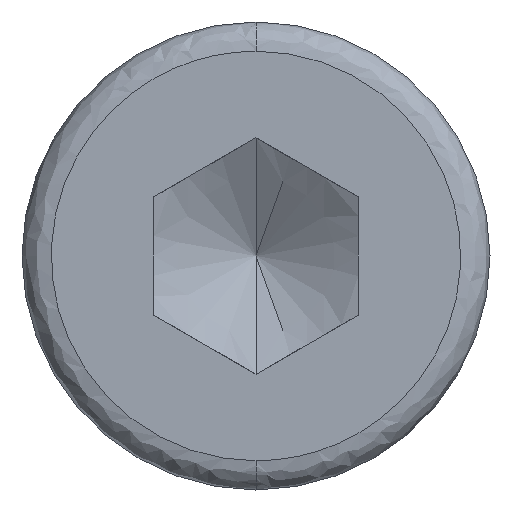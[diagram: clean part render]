
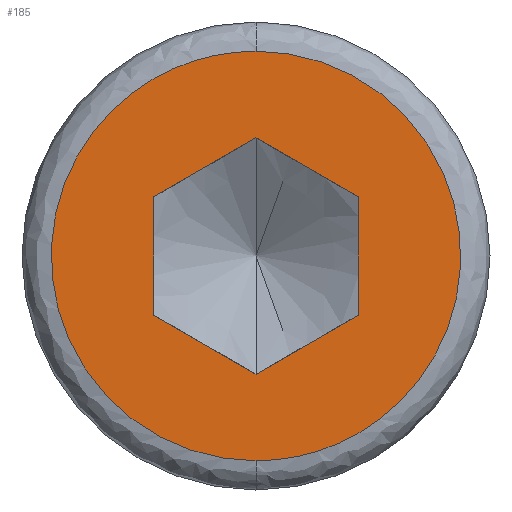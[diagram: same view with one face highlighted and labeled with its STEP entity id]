
A CAD part, left-side view. The second image highlights one B-rep face of the part: STEP entity #185.
In plain terms, the highlighted planar face has unit normal (-1, 0, 0).
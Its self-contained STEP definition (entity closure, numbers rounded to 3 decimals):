
#4 = CARTESIAN_POINT ( 'NONE',  ( -6., -14., -7. ) ) ;
#34 = DIRECTION ( 'NONE',  ( 0., 0.866, 0.5 ) ) ;
#39 = EDGE_CURVE ( 'NONE', #287, #157, #180, .T. ) ;
#42 = VECTOR ( 'NONE', #34, 1000. ) ;
#44 = CARTESIAN_POINT ( 'NONE',  ( -6., 6.021, 0. ) ) ;
#49 =( BOUNDED_CURVE ( )  B_SPLINE_CURVE ( 3, ( #132, #606, #4, #282 ),
 .UNSPECIFIED., .F., .F. ) 
 B_SPLINE_CURVE_WITH_KNOTS ( ( 4, 4 ),
 ( 0.25, 0.75 ),
 .UNSPECIFIED. ) 
 CURVE ( )  GEOMETRIC_REPRESENTATION_ITEM ( )  RATIONAL_B_SPLINE_CURVE ( ( 1., 0.333, 0.333, 1. ) ) 
 REPRESENTATION_ITEM ( '' )  );
#55 = EDGE_CURVE ( 'NONE', #157, #196, #542, .T. ) ;
#64 = VECTOR ( 'NONE', #589, 1000. ) ;
#96 = ORIENTED_EDGE ( 'NONE', *, *, #55, .T. ) ;
#98 = EDGE_CURVE ( 'NONE', #164, #358, #231, .T. ) ;
#101 = CARTESIAN_POINT ( 'NONE',  ( -6., 0., 7. ) ) ;
#108 = EDGE_CURVE ( 'NONE', #196, #164, #204, .T. ) ;
#121 = LINE ( 'NONE', #203, #284 ) ;
#127 = PLANE ( 'NONE',  #393 ) ;
#130 = FACE_OUTER_BOUND ( 'NONE', #173, .T. ) ;
#132 = CARTESIAN_POINT ( 'NONE',  ( -6., 0., 7. ) ) ;
#139 = ORIENTED_EDGE ( 'NONE', *, *, #243, .F. ) ;
#157 = VERTEX_POINT ( 'NONE', #585 ) ;
#159 = VERTEX_POINT ( 'NONE', #399 ) ;
#160 = CARTESIAN_POINT ( 'NONE',  ( -6., 0., 4.041 ) ) ;
#164 = VERTEX_POINT ( 'NONE', #211 ) ;
#166 = CARTESIAN_POINT ( 'NONE',  ( -6., -3.5, 2.021 ) ) ;
#169 = EDGE_CURVE ( 'NONE', #358, #198, #187, .T. ) ;
#173 = EDGE_LOOP ( 'NONE', ( #273, #139 ) ) ;
#176 = DIRECTION ( 'NONE',  ( -1., 0., 0. ) ) ;
#180 = LINE ( 'NONE', #199, #64 ) ;
#183 = CARTESIAN_POINT ( 'NONE',  ( -6., 14., -7. ) ) ;
#185 = ADVANCED_FACE ( 'NONE', ( #521, #130 ), #127, .T. ) ;
#187 = LINE ( 'NONE', #367, #42 ) ;
#196 = VERTEX_POINT ( 'NONE', #166 ) ;
#198 = VERTEX_POINT ( 'NONE', #499 ) ;
#199 = CARTESIAN_POINT ( 'NONE',  ( -6., 3.5, 2.021 ) ) ;
#203 = CARTESIAN_POINT ( 'NONE',  ( -6., 3.5, 0. ) ) ;
#204 = LINE ( 'NONE', #584, #342 ) ;
#211 = CARTESIAN_POINT ( 'NONE',  ( -6., -3.5, -2.021 ) ) ;
#226 = ORIENTED_EDGE ( 'NONE', *, *, #98, .T. ) ;
#231 = LINE ( 'NONE', #256, #333 ) ;
#233 = ORIENTED_EDGE ( 'NONE', *, *, #500, .T. ) ;
#243 = EDGE_CURVE ( 'NONE', #350, #159, #49, .T. ) ;
#256 = CARTESIAN_POINT ( 'NONE',  ( -6., -3.5, -2.021 ) ) ;
#258 = DIRECTION ( 'NONE',  ( 0., 0., -1. ) ) ;
#273 = ORIENTED_EDGE ( 'NONE', *, *, #306, .F. ) ;
#282 = CARTESIAN_POINT ( 'NONE',  ( -6., 0., -7. ) ) ;
#284 = VECTOR ( 'NONE', #307, 1000. ) ;
#287 = VERTEX_POINT ( 'NONE', #423 ) ;
#303 = DIRECTION ( 'NONE',  ( 0., 0.866, -0.5 ) ) ;
#306 = EDGE_CURVE ( 'NONE', #159, #350, #442, .T. ) ;
#307 = DIRECTION ( 'NONE',  ( 0., 0., 1. ) ) ;
#333 = VECTOR ( 'NONE', #303, 1000. ) ;
#342 = VECTOR ( 'NONE', #258, 1000. ) ;
#343 = VECTOR ( 'NONE', #490, 1000. ) ;
#350 = VERTEX_POINT ( 'NONE', #101 ) ;
#357 = EDGE_LOOP ( 'NONE', ( #226, #368, #233, #579, #96, #532 ) ) ;
#358 = VERTEX_POINT ( 'NONE', #427 ) ;
#367 = CARTESIAN_POINT ( 'NONE',  ( -6., 0., -4.041 ) ) ;
#368 = ORIENTED_EDGE ( 'NONE', *, *, #169, .T. ) ;
#373 = CARTESIAN_POINT ( 'NONE',  ( -6., 0., -7. ) ) ;
#393 = AXIS2_PLACEMENT_3D ( 'NONE', #44, #176, #458 ) ;
#399 = CARTESIAN_POINT ( 'NONE',  ( -6., 0., -7. ) ) ;
#423 = CARTESIAN_POINT ( 'NONE',  ( -6., 3.5, 2.021 ) ) ;
#427 = CARTESIAN_POINT ( 'NONE',  ( -6., 0., -4.041 ) ) ;
#442 =( BOUNDED_CURVE ( )  B_SPLINE_CURVE ( 3, ( #373, #183, #460, #512 ),
 .UNSPECIFIED., .F., .T. ) 
 B_SPLINE_CURVE_WITH_KNOTS ( ( 4, 4 ),
 ( 0.75, 1.25 ),
 .UNSPECIFIED. ) 
 CURVE ( )  GEOMETRIC_REPRESENTATION_ITEM ( )  RATIONAL_B_SPLINE_CURVE ( ( 1., 0.333, 0.333, 1. ) ) 
 REPRESENTATION_ITEM ( '' )  );
#458 = DIRECTION ( 'NONE',  ( 0., 0., 1. ) ) ;
#460 = CARTESIAN_POINT ( 'NONE',  ( -6., 14., 7. ) ) ;
#490 = DIRECTION ( 'NONE',  ( 0., -0.866, -0.5 ) ) ;
#499 = CARTESIAN_POINT ( 'NONE',  ( -6., 3.5, -2.021 ) ) ;
#500 = EDGE_CURVE ( 'NONE', #198, #287, #121, .T. ) ;
#512 = CARTESIAN_POINT ( 'NONE',  ( -6., 0., 7. ) ) ;
#521 = FACE_BOUND ( 'NONE', #357, .T. ) ;
#532 = ORIENTED_EDGE ( 'NONE', *, *, #108, .T. ) ;
#542 = LINE ( 'NONE', #160, #343 ) ;
#579 = ORIENTED_EDGE ( 'NONE', *, *, #39, .T. ) ;
#584 = CARTESIAN_POINT ( 'NONE',  ( -6., -3.5, 0. ) ) ;
#585 = CARTESIAN_POINT ( 'NONE',  ( -6., 0., 4.041 ) ) ;
#589 = DIRECTION ( 'NONE',  ( 0., -0.866, 0.5 ) ) ;
#606 = CARTESIAN_POINT ( 'NONE',  ( -6., -14., 7. ) ) ;
